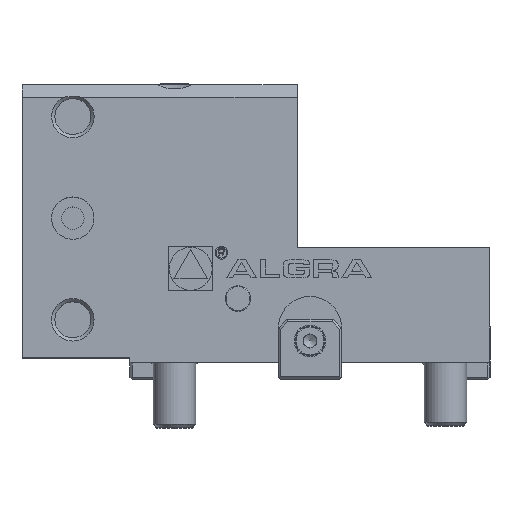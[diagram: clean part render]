
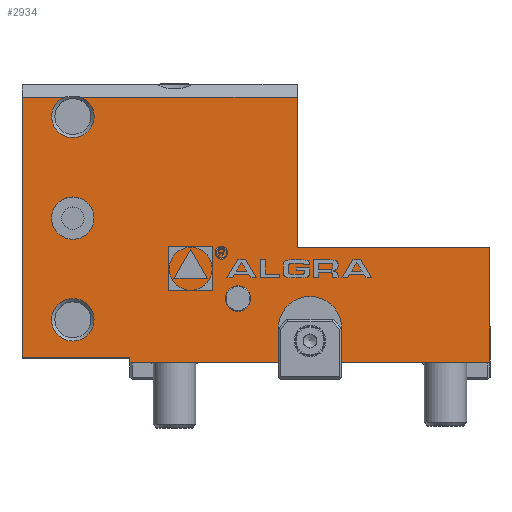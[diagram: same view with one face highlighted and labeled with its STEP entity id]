
A CAD part, top view. The second image highlights one B-rep face of the part: STEP entity #2934.
In plain terms, the highlighted planar face has unit normal (0, 0, 1).
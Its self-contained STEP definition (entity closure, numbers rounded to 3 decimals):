
#33 = VERTEX_POINT ( 'NONE', #11500 ) ;
#57 = AXIS2_PLACEMENT_3D ( 'NONE', #9804, #5278, #3111 ) ;
#65 = CARTESIAN_POINT ( 'NONE',  ( -42.5, 1., 42.5 ) ) ;
#86 = CARTESIAN_POINT ( 'NONE',  ( 7.5, 0., 42.5 ) ) ;
#217 = ORIENTED_EDGE ( 'NONE', *, *, #5531, .T. ) ;
#488 = EDGE_CURVE ( 'NONE', #3610, #13283, #8862, .T. ) ;
#519 = DIRECTION ( 'NONE',  ( 1., 0., 0. ) ) ;
#521 = ORIENTED_EDGE ( 'NONE', *, *, #4872, .T. ) ;
#854 = EDGE_CURVE ( 'NONE', #1439, #1439, #4724, .T. ) ;
#937 = VECTOR ( 'NONE', #6180, 1000. ) ;
#992 = VECTOR ( 'NONE', #11983, 1000. ) ;
#1092 = EDGE_CURVE ( 'NONE', #1769, #12030, #8310, .T. ) ;
#1178 = ORIENTED_EDGE ( 'NONE', *, *, #7527, .F. ) ;
#1358 = CARTESIAN_POINT ( 'NONE',  ( -14., 15., 42.5 ) ) ;
#1370 = DIRECTION ( 'NONE',  ( 0., -1., 0. ) ) ;
#1422 = EDGE_LOOP ( 'NONE', ( #2101 ) ) ;
#1439 = VERTEX_POINT ( 'NONE', #5400 ) ;
#1519 = DIRECTION ( 'NONE',  ( 0., 0., 1. ) ) ;
#1578 = EDGE_CURVE ( 'NONE', #11804, #8738, #13143, .T. ) ;
#1600 = CIRCLE ( 'NONE', #57, 7.5 ) ;
#1612 = DIRECTION ( 'NONE',  ( 1., 0., 0. ) ) ;
#1616 = VERTEX_POINT ( 'NONE', #10885 ) ;
#1662 = VECTOR ( 'NONE', #1772, 1000. ) ;
#1769 = VERTEX_POINT ( 'NONE', #9936 ) ;
#1772 = DIRECTION ( 'NONE',  ( 0., 1., 0. ) ) ;
#1877 = DIRECTION ( 'NONE',  ( 0., 1., 0. ) ) ;
#2015 = CARTESIAN_POINT ( 'NONE',  ( 7.5, 8., 42.5 ) ) ;
#2086 = DIRECTION ( 'NONE',  ( 1., 0., 0. ) ) ;
#2101 = ORIENTED_EDGE ( 'NONE', *, *, #10953, .F. ) ;
#2679 = DIRECTION ( 'NONE',  ( 0., 0., 1. ) ) ;
#2711 = EDGE_CURVE ( 'NONE', #10369, #13094, #11084, .T. ) ;
#2846 = LINE ( 'NONE', #2881, #937 ) ;
#2881 = CARTESIAN_POINT ( 'NONE',  ( 42.5, 27., 42.5 ) ) ;
#2934 = ADVANCED_FACE ( 'Faccia6', ( #10723, #6107, #6451, #8878 ), #5635, .T. ) ;
#2982 = ORIENTED_EDGE ( 'NONE', *, *, #3877, .T. ) ;
#3111 = DIRECTION ( 'NONE',  ( 1., 0., 0. ) ) ;
#3129 = DIRECTION ( 'NONE',  ( 1., 0., 0. ) ) ;
#3155 = DIRECTION ( 'NONE',  ( 1., 0., 0. ) ) ;
#3217 = CARTESIAN_POINT ( 'NONE',  ( -68., 62.5, 42.5 ) ) ;
#3225 = LINE ( 'NONE', #4379, #5970 ) ;
#3315 = AXIS2_PLACEMENT_3D ( 'NONE', #6874, #7941, #4727 ) ;
#3610 = VERTEX_POINT ( 'NONE', #7099 ) ;
#3719 = LINE ( 'NONE', #8544, #9187 ) ;
#3877 = EDGE_CURVE ( 'NONE', #13094, #3975, #1600, .T. ) ;
#3975 = VERTEX_POINT ( 'NONE', #2015 ) ;
#4001 = LINE ( 'NONE', #8060, #12188 ) ;
#4150 = ORIENTED_EDGE ( 'NONE', *, *, #854, .F. ) ;
#4165 = ORIENTED_EDGE ( 'NONE', *, *, #9997, .T. ) ;
#4273 = LINE ( 'NONE', #13875, #9930 ) ;
#4305 = EDGE_CURVE ( 'NONE', #3975, #10670, #4001, .T. ) ;
#4379 = CARTESIAN_POINT ( 'NONE',  ( -42.5, 0., 42.5 ) ) ;
#4643 = CARTESIAN_POINT ( 'NONE',  ( -50.975, 10., 42.5 ) ) ;
#4669 = VECTOR ( 'NONE', #12759, 1000. ) ;
#4724 = CIRCLE ( 'NONE', #12464, 5. ) ;
#4727 = DIRECTION ( 'NONE',  ( 1., 0., 0. ) ) ;
#4872 = EDGE_CURVE ( 'NONE', #11804, #1769, #7396, .T. ) ;
#4889 = EDGE_LOOP ( 'NONE', ( #4150 ) ) ;
#5147 = LINE ( 'NONE', #65, #12835 ) ;
#5155 = CARTESIAN_POINT ( 'NONE',  ( -68., 62.5, 42.5 ) ) ;
#5278 = DIRECTION ( 'NONE',  ( 0., 0., -1. ) ) ;
#5344 = CARTESIAN_POINT ( 'NONE',  ( -53.764, 62.5, 42.5 ) ) ;
#5400 = CARTESIAN_POINT ( 'NONE',  ( -51., 34., 42.5 ) ) ;
#5531 = EDGE_CURVE ( 'NONE', #1616, #7508, #5147, .T. ) ;
#5635 = PLANE ( 'NONE',  #3315 ) ;
#5759 = CIRCLE ( 'NONE', #10294, 5.025 ) ;
#5887 = DIRECTION ( 'NONE',  ( 1., 0., 0. ) ) ;
#5970 = VECTOR ( 'NONE', #3129, 1000. ) ;
#6015 = AXIS2_PLACEMENT_3D ( 'NONE', #7034, #2679, #5887 ) ;
#6107 = FACE_BOUND ( 'NONE', #1422, .T. ) ;
#6180 = DIRECTION ( 'NONE',  ( 1., 0., 0. ) ) ;
#6211 = EDGE_LOOP ( 'NONE', ( #1178 ) ) ;
#6225 = CARTESIAN_POINT ( 'NONE',  ( -7.5, 0., 42.5 ) ) ;
#6451 = FACE_BOUND ( 'NONE', #4889, .T. ) ;
#6457 = CARTESIAN_POINT ( 'NONE',  ( -3., 27., 42.5 ) ) ;
#6547 = CARTESIAN_POINT ( 'NONE',  ( -56., 58., 42.5 ) ) ;
#6698 = CARTESIAN_POINT ( 'NONE',  ( -68., 1., 42.5 ) ) ;
#6822 = EDGE_CURVE ( 'NONE', #13283, #33, #2846, .T. ) ;
#6847 = LINE ( 'NONE', #6698, #992 ) ;
#6871 = ORIENTED_EDGE ( 'NONE', *, *, #488, .F. ) ;
#6874 = CARTESIAN_POINT ( 'NONE',  ( 0., 0., 42.5 ) ) ;
#7034 = CARTESIAN_POINT ( 'NONE',  ( -17., 15., 42.5 ) ) ;
#7099 = CARTESIAN_POINT ( 'NONE',  ( -3., 62.5, 42.5 ) ) ;
#7202 = EDGE_CURVE ( 'NONE', #10670, #13680, #3719, .T. ) ;
#7211 = CARTESIAN_POINT ( 'NONE',  ( -68., 65.5, 42.5 ) ) ;
#7396 = LINE ( 'NONE', #5155, #4669 ) ;
#7508 = VERTEX_POINT ( 'NONE', #9422 ) ;
#7527 = EDGE_CURVE ( 'NONE', #8994, #8994, #5759, .T. ) ;
#7629 = DIRECTION ( 'NONE',  ( 0., -1., 0. ) ) ;
#7699 = DIRECTION ( 'NONE',  ( 0., 0., 1. ) ) ;
#7913 = ORIENTED_EDGE ( 'NONE', *, *, #6822, .F. ) ;
#7941 = DIRECTION ( 'NONE',  ( 0., 0., 1. ) ) ;
#8004 = ORIENTED_EDGE ( 'NONE', *, *, #1092, .T. ) ;
#8060 = CARTESIAN_POINT ( 'NONE',  ( 7.5, 0., 42.5 ) ) ;
#8196 = ORIENTED_EDGE ( 'NONE', *, *, #2711, .T. ) ;
#8206 = CARTESIAN_POINT ( 'NONE',  ( -7.5, 8., 42.5 ) ) ;
#8310 = LINE ( 'NONE', #7211, #11026 ) ;
#8327 = DIRECTION ( 'NONE',  ( 0., 0., 1. ) ) ;
#8400 = ORIENTED_EDGE ( 'NONE', *, *, #9733, .T. ) ;
#8431 = CARTESIAN_POINT ( 'NONE',  ( -7.5, 0., 42.5 ) ) ;
#8544 = CARTESIAN_POINT ( 'NONE',  ( -42.5, 0., 42.5 ) ) ;
#8668 = ORIENTED_EDGE ( 'NONE', *, *, #4305, .T. ) ;
#8738 = VERTEX_POINT ( 'NONE', #5344 ) ;
#8862 = LINE ( 'NONE', #9147, #10028 ) ;
#8878 = FACE_BOUND ( 'NONE', #6211, .T. ) ;
#8994 = VERTEX_POINT ( 'NONE', #4643 ) ;
#9139 = CARTESIAN_POINT ( 'NONE',  ( -56., 34., 42.5 ) ) ;
#9147 = CARTESIAN_POINT ( 'NONE',  ( -3., 65.5, 42.5 ) ) ;
#9158 = VERTEX_POINT ( 'NONE', #1358 ) ;
#9187 = VECTOR ( 'NONE', #3155, 1000. ) ;
#9238 = LINE ( 'NONE', #3217, #13518 ) ;
#9422 = CARTESIAN_POINT ( 'NONE',  ( -42.5, 0., 42.5 ) ) ;
#9733 = EDGE_CURVE ( 'NONE', #13680, #33, #4273, .T. ) ;
#9804 = CARTESIAN_POINT ( 'NONE',  ( 0., 8., 42.5 ) ) ;
#9893 = AXIS2_PLACEMENT_3D ( 'NONE', #6547, #7699, #2086 ) ;
#9930 = VECTOR ( 'NONE', #1877, 1000. ) ;
#9936 = CARTESIAN_POINT ( 'NONE',  ( -68., 62.5, 42.5 ) ) ;
#9997 = EDGE_CURVE ( 'NONE', #12030, #1616, #6847, .T. ) ;
#10028 = VECTOR ( 'NONE', #10252, 1000. ) ;
#10252 = DIRECTION ( 'NONE',  ( 0., -1., 0. ) ) ;
#10288 = ORIENTED_EDGE ( 'NONE', *, *, #7202, .T. ) ;
#10294 = AXIS2_PLACEMENT_3D ( 'NONE', #13668, #8327, #519 ) ;
#10369 = VERTEX_POINT ( 'NONE', #8431 ) ;
#10419 = ORIENTED_EDGE ( 'NONE', *, *, #12375, .T. ) ;
#10547 = CARTESIAN_POINT ( 'NONE',  ( 42.5, 0., 42.5 ) ) ;
#10670 = VERTEX_POINT ( 'NONE', #86 ) ;
#10723 = FACE_OUTER_BOUND ( 'NONE', #13572, .T. ) ;
#10866 = DIRECTION ( 'NONE',  ( -1., 0., 0. ) ) ;
#10885 = CARTESIAN_POINT ( 'NONE',  ( -42.5, 1., 42.5 ) ) ;
#10953 = EDGE_CURVE ( 'NONE', #9158, #9158, #11513, .T. ) ;
#11026 = VECTOR ( 'NONE', #12720, 1000. ) ;
#11060 = CARTESIAN_POINT ( 'NONE',  ( -68., 1., 42.5 ) ) ;
#11084 = LINE ( 'NONE', #6225, #1662 ) ;
#11499 = CARTESIAN_POINT ( 'NONE',  ( -58.236, 62.5, 42.5 ) ) ;
#11500 = CARTESIAN_POINT ( 'NONE',  ( 42.5, 27., 42.5 ) ) ;
#11513 = CIRCLE ( 'NONE', #6015, 3. ) ;
#11804 = VERTEX_POINT ( 'NONE', #11499 ) ;
#11983 = DIRECTION ( 'NONE',  ( 1., 0., 0. ) ) ;
#12030 = VERTEX_POINT ( 'NONE', #11060 ) ;
#12054 = EDGE_CURVE ( 'NONE', #3610, #8738, #9238, .T. ) ;
#12188 = VECTOR ( 'NONE', #1370, 1000. ) ;
#12375 = EDGE_CURVE ( 'Bordo26', #7508, #10369, #3225, .T. ) ;
#12464 = AXIS2_PLACEMENT_3D ( 'NONE', #9139, #1519, #1612 ) ;
#12720 = DIRECTION ( 'NONE',  ( 0., -1., 0. ) ) ;
#12759 = DIRECTION ( 'NONE',  ( -1., 0., 0. ) ) ;
#12835 = VECTOR ( 'NONE', #7629, 1000. ) ;
#13094 = VERTEX_POINT ( 'NONE', #8206 ) ;
#13109 = ORIENTED_EDGE ( 'NONE', *, *, #1578, .F. ) ;
#13143 = CIRCLE ( 'NONE', #9893, 5.025 ) ;
#13283 = VERTEX_POINT ( 'NONE', #6457 ) ;
#13518 = VECTOR ( 'NONE', #10866, 1000. ) ;
#13572 = EDGE_LOOP ( 'NONE', ( #7913, #6871, #13587, #13109, #521, #8004, #4165, #217, #10419, #8196, #2982, #8668, #10288, #8400 ) ) ;
#13587 = ORIENTED_EDGE ( 'NONE', *, *, #12054, .T. ) ;
#13668 = CARTESIAN_POINT ( 'NONE',  ( -56., 10., 42.5 ) ) ;
#13680 = VERTEX_POINT ( 'NONE', #10547 ) ;
#13875 = CARTESIAN_POINT ( 'NONE',  ( 42.5, 0., 42.5 ) ) ;
